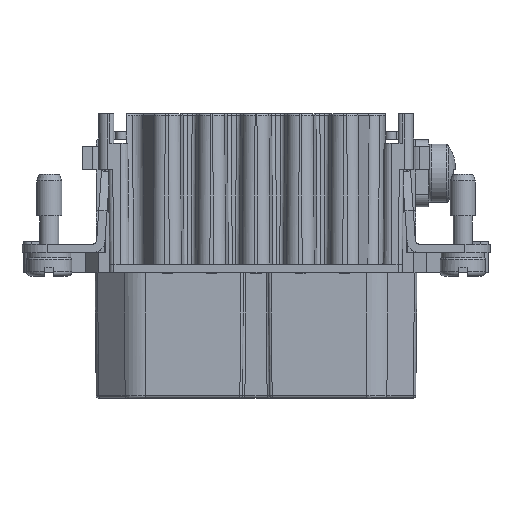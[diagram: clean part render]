
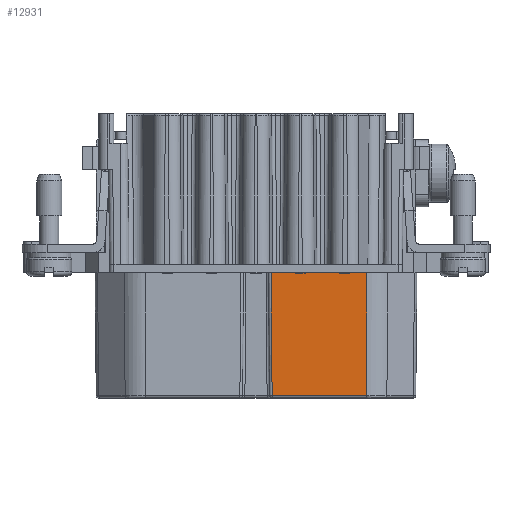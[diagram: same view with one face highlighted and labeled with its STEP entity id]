
A CAD part, front view. The second image highlights one B-rep face of the part: STEP entity #12931.
In plain terms, the highlighted planar face has unit normal (0, -1, -0.009).
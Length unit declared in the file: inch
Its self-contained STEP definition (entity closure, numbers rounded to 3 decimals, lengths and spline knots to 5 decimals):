
#331 = AXIS2_PLACEMENT_3D ( 'NONE', #43756, #13387, #2205 ) ;
#2205 = DIRECTION ( 'NONE',  ( 0., 0.009, -1. ) ) ;
#2815 = VERTEX_POINT ( 'NONE', #9398 ) ;
#2871 = LINE ( 'NONE', #40698, #23029 ) ;
#4356 = EDGE_CURVE ( 'NONE', #2815, #16061, #32965, .T. ) ;
#5485 = CARTESIAN_POINT ( 'NONE',  ( 0., -0.33353, -0.57884 ) ) ;
#5712 = VERTEX_POINT ( 'NONE', #38777 ) ;
#6524 = EDGE_CURVE ( 'NONE', #16061, #35060, #32364, .T. ) ;
#6582 = VECTOR ( 'NONE', #35836, 39.37008 ) ;
#8150 = ORIENTED_EDGE ( 'NONE', *, *, #22288, .F. ) ;
#8481 = EDGE_CURVE ( 'NONE', #2815, #5712, #2871, .T. ) ;
#9398 = CARTESIAN_POINT ( 'NONE',  ( 0.07087, -0.33858, 0. ) ) ;
#10533 = ORIENTED_EDGE ( 'NONE', *, *, #4356, .T. ) ;
#12931 = ADVANCED_FACE ( 'NONE', ( #25744 ), #40934, .T. ) ;
#13387 = DIRECTION ( 'NONE',  ( 0., -1., -0.009 ) ) ;
#15954 = VECTOR ( 'NONE', #26169, 39.37008 ) ;
#16061 = VERTEX_POINT ( 'NONE', #31282 ) ;
#19157 = ORIENTED_EDGE ( 'NONE', *, *, #8481, .F. ) ;
#22288 = EDGE_CURVE ( 'NONE', #5712, #35060, #46050, .T. ) ;
#23029 = VECTOR ( 'NONE', #47423, 39.37008 ) ;
#25492 = DIRECTION ( 'NONE',  ( 0.009, 0.009, -1. ) ) ;
#25744 = FACE_OUTER_BOUND ( 'NONE', #33988, .T. ) ;
#26169 = DIRECTION ( 'NONE',  ( -0.004, 0.009, -1. ) ) ;
#27147 = CARTESIAN_POINT ( 'NONE',  ( 0.52152, -0.33857, -0.00189 ) ) ;
#28826 = CARTESIAN_POINT ( 'NONE',  ( 0.51943, -0.33353, -0.57884 ) ) ;
#31282 = CARTESIAN_POINT ( 'NONE',  ( 0.07592, -0.33353, -0.57884 ) ) ;
#32364 = LINE ( 'NONE', #5485, #6582 ) ;
#32965 = LINE ( 'NONE', #44410, #46472 ) ;
#33907 = ORIENTED_EDGE ( 'NONE', *, *, #6524, .T. ) ;
#33988 = EDGE_LOOP ( 'NONE', ( #19157, #10533, #33907, #8150 ) ) ;
#35060 = VERTEX_POINT ( 'NONE', #28826 ) ;
#35836 = DIRECTION ( 'NONE',  ( 1., 0., 0. ) ) ;
#38777 = CARTESIAN_POINT ( 'NONE',  ( 0.52153, -0.33858, 0. ) ) ;
#40698 = CARTESIAN_POINT ( 'NONE',  ( 0., -0.33858, 0. ) ) ;
#40934 = PLANE ( 'NONE',  #331 ) ;
#43756 = CARTESIAN_POINT ( 'NONE',  ( 0., -0.33858, 0. ) ) ;
#44410 = CARTESIAN_POINT ( 'NONE',  ( 0.07087, -0.33858, 0. ) ) ;
#46050 = LINE ( 'NONE', #27147, #15954 ) ;
#46472 = VECTOR ( 'NONE', #25492, 39.37008 ) ;
#47423 = DIRECTION ( 'NONE',  ( 1., 0., 0. ) ) ;
